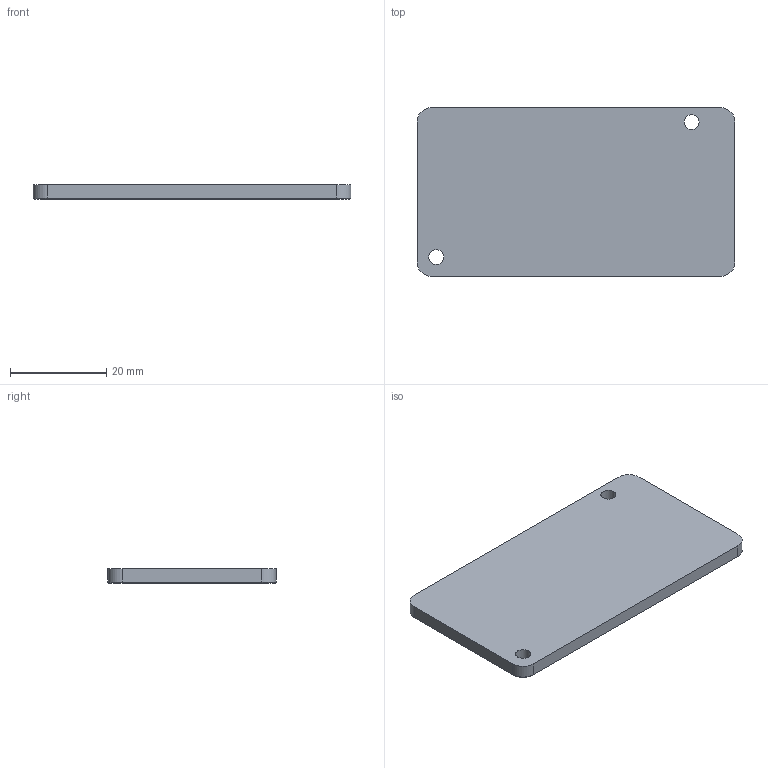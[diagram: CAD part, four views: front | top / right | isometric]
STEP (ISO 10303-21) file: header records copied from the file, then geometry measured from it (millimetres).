
FILE_DESCRIPTION((''),'2;1');
FILE_NAME('Extended Junction Box Lid.stp','2015-12-23T09:42:06',('Riley Tsunoda'),(''),'Autodesk Inventor 2013','Autodesk Inventor 2013','');
FILE_SCHEMA(('AUTOMOTIVE_DESIGN { 1 0 10303 214 1 1 1 1 }'));
Length unit declared in the file: millimetre
Products named in the file (1): Extended Junction Box
Bounding box: 66 x 35 x 3 mm (x, y, z)
Volume: 6854.8 mm3; surface area: 5191.7 mm2
Topology: 1 solids, 1 shells, 22 faces, 89 edges, 105 vertices
Faces by surface type: plane 10, cone 6, cylinder 6
Full cylindrical faces by diameter (mm): 3.1 x2
Entity records: 1097 total; most frequent: CARTESIAN_POINT 190, DIRECTION 168, ORIENTED_EDGE 92, AXIS2_PLACEMENT_3D 60, VECTOR 48, LINE 48, EDGE_CURVE 46, DIMENSIONAL_EXPONENTS 41
